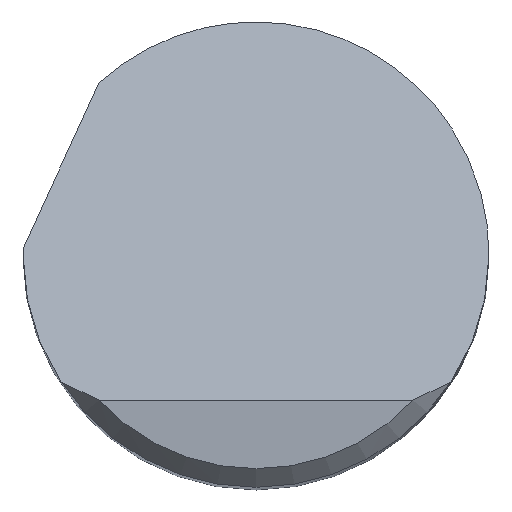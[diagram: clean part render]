
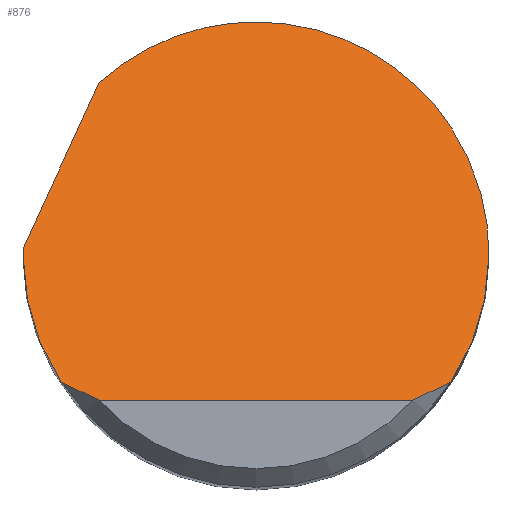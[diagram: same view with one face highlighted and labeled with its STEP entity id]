
A CAD part, top view. The second image highlights one B-rep face of the part: STEP entity #876.
In plain terms, the highlighted planar face has unit normal (0, 0.707, 0.707).
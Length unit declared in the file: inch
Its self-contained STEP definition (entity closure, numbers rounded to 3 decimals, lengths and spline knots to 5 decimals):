
#8 = LINE ( 'NONE', #421, #551 ) ;
#10 = ORIENTED_EDGE ( 'NONE', *, *, #476, .F. ) ;
#12 = ORIENTED_EDGE ( 'NONE', *, *, #200, .F. ) ;
#19 = CARTESIAN_POINT ( 'NONE',  ( 0.014, 0.26635, 2.61615 ) ) ;
#50 = CARTESIAN_POINT ( 'NONE',  ( -0.18743, 0.005, 2.8775 ) ) ;
#60 = ORIENTED_EDGE ( 'NONE', *, *, #691, .F. ) ;
#67 = CARTESIAN_POINT ( 'NONE',  ( 0.157, -0.1025, 2.985 ) ) ;
#69 = FACE_OUTER_BOUND ( 'NONE', #688, .T. ) ;
#77 = DIRECTION ( 'NONE',  ( 0., 0.707, -0.707 ) ) ;
#108 = VERTEX_POINT ( 'NONE', #849 ) ;
#123 = CARTESIAN_POINT ( 'NONE',  ( -0.157, -0.1025, 2.985 ) ) ;
#151 = ORIENTED_EDGE ( 'NONE', *, *, #666, .F. ) ;
#164 = ORIENTED_EDGE ( 'NONE', *, *, #246, .T. ) ;
#165 = CARTESIAN_POINT ( 'NONE',  ( 0.1875, 0.18969, 2.69281 ) ) ;
#200 = EDGE_CURVE ( 'NONE', #838, #555, #322, .T. ) ;
#201 = CARTESIAN_POINT ( 'NONE',  ( -0.1875, 0.00167, 2.88083 ) ) ;
#203 = CARTESIAN_POINT ( 'NONE',  ( -0.12625, 0.13863, 2.74387 ) ) ;
#226 = CARTESIAN_POINT ( 'NONE',  ( -0.1875, 0., 2.8825 ) ) ;
#246 = EDGE_CURVE ( 'NONE', #676, #287, #401, .T. ) ;
#266 = CARTESIAN_POINT ( 'NONE',  ( 0.14711, -0.10785, 2.99035 ) ) ;
#273 = CARTESIAN_POINT ( 'NONE',  ( -0.12629, -0.1175, 3. ) ) ;
#287 = VERTEX_POINT ( 'NONE', #493 ) ;
#293 = ORIENTED_EDGE ( 'NONE', *, *, #538, .F. ) ;
#322 =( BOUNDED_CURVE ( )  B_SPLINE_CURVE ( 3, ( #549, #201, #672, #478 ),
 .UNSPECIFIED., .F., .F. ) 
 B_SPLINE_CURVE_WITH_KNOTS ( ( 4, 4 ),
 ( 4.71239, 4.73906 ),
 .UNSPECIFIED. ) 
 CURVE ( )  GEOMETRIC_REPRESENTATION_ITEM ( )  RATIONAL_B_SPLINE_CURVE ( ( 1., 1., 1., 1. ) ) 
 REPRESENTATION_ITEM ( '' )  );
#337 = CARTESIAN_POINT ( 'NONE',  ( -0.1875, -0.1175, 3. ) ) ;
#345 = CARTESIAN_POINT ( 'NONE',  ( -0.12629, -0.1175, 3. ) ) ;
#397 =( BOUNDED_CURVE ( )  B_SPLINE_CURVE ( 3, ( #459, #733, #567, #226 ),
 .UNSPECIFIED., .F., .F. ) 
 B_SPLINE_CURVE_WITH_KNOTS ( ( 4, 4 ),
 ( 4.13401, 4.71239 ),
 .UNSPECIFIED. ) 
 CURVE ( )  GEOMETRIC_REPRESENTATION_ITEM ( )  RATIONAL_B_SPLINE_CURVE ( ( 1., 0.972, 0.972, 1. ) ) 
 REPRESENTATION_ITEM ( '' )  );
#401 = LINE ( 'NONE', #874, #729 ) ;
#408 = B_SPLINE_CURVE_WITH_KNOTS ( 'NONE', 3,
 ( #611, #887, #266, #67 ),
 .UNSPECIFIED., .F., .F.,
 ( 4, 4 ),
 ( 0., 0.00095 ),
 .UNSPECIFIED. ) ;
#409 = CARTESIAN_POINT ( 'NONE',  ( 0.157, -0.1025, 2.985 ) ) ;
#419 = CARTESIAN_POINT ( 'NONE',  ( -0.1875, 0., 2.8825 ) ) ;
#421 = CARTESIAN_POINT ( 'NONE',  ( -0.23821, -0.10589, 2.98839 ) ) ;
#437 = ORIENTED_EDGE ( 'NONE', *, *, #629, .T. ) ;
#443 = CARTESIAN_POINT ( 'NONE',  ( -0.12625, 0.13863, 2.74387 ) ) ;
#459 = CARTESIAN_POINT ( 'NONE',  ( -0.157, -0.1025, 2.985 ) ) ;
#463 = B_SPLINE_CURVE_WITH_KNOTS ( 'NONE', 3,
 ( #123, #674, #878, #345 ),
 .UNSPECIFIED., .F., .F.,
 ( 4, 4 ),
 ( 0., 0.00095 ),
 .UNSPECIFIED. ) ;
#476 = EDGE_CURVE ( 'NONE', #639, #108, #650, .T. ) ;
#478 = CARTESIAN_POINT ( 'NONE',  ( -0.18743, 0.005, 2.8775 ) ) ;
#489 = DIRECTION ( 'NONE',  ( 0.308, 0.673, -0.673 ) ) ;
#493 = CARTESIAN_POINT ( 'NONE',  ( 0.12629, -0.1175, 3. ) ) ;
#510 = VERTEX_POINT ( 'NONE', #658 ) ;
#529 =( BOUNDED_CURVE ( )  B_SPLINE_CURVE ( 3, ( #824, #816, #835, #409 ),
 .UNSPECIFIED., .F., .F. ) 
 B_SPLINE_CURVE_WITH_KNOTS ( ( 4, 4 ),
 ( 1.5708, 2.14917 ),
 .UNSPECIFIED. ) 
 CURVE ( )  GEOMETRIC_REPRESENTATION_ITEM ( )  RATIONAL_B_SPLINE_CURVE ( ( 1., 0.972, 0.972, 1. ) ) 
 REPRESENTATION_ITEM ( '' )  );
#538 = EDGE_CURVE ( 'NONE', #510, #838, #397, .T. ) ;
#549 = CARTESIAN_POINT ( 'NONE',  ( -0.1875, 0., 2.8825 ) ) ;
#551 = VECTOR ( 'NONE', #489, 39.37008 ) ;
#555 = VERTEX_POINT ( 'NONE', #50 ) ;
#567 = CARTESIAN_POINT ( 'NONE',  ( -0.1875, -0.03666, 2.91916 ) ) ;
#611 = CARTESIAN_POINT ( 'NONE',  ( 0.12629, -0.1175, 3. ) ) ;
#629 = EDGE_CURVE ( 'NONE', #510, #676, #463, .T. ) ;
#639 = VERTEX_POINT ( 'NONE', #203 ) ;
#650 =( BOUNDED_CURVE ( )  B_SPLINE_CURVE ( 3, ( #443, #19, #165, #865 ),
 .UNSPECIFIED., .F., .F. ) 
 B_SPLINE_CURVE_WITH_KNOTS ( ( 4, 4 ),
 ( 5.54449, 7.85398 ),
 .UNSPECIFIED. ) 
 CURVE ( )  GEOMETRIC_REPRESENTATION_ITEM ( )  RATIONAL_B_SPLINE_CURVE ( ( 1., 0.603, 0.603, 1. ) ) 
 REPRESENTATION_ITEM ( '' )  );
#658 = CARTESIAN_POINT ( 'NONE',  ( -0.157, -0.1025, 2.985 ) ) ;
#666 = EDGE_CURVE ( 'NONE', #555, #639, #8, .T. ) ;
#672 = CARTESIAN_POINT ( 'NONE',  ( -0.18748, 0.00333, 2.87917 ) ) ;
#674 = CARTESIAN_POINT ( 'NONE',  ( -0.14711, -0.10785, 2.99035 ) ) ;
#676 = VERTEX_POINT ( 'NONE', #273 ) ;
#678 = DIRECTION ( 'NONE',  ( 1., 0., 0. ) ) ;
#688 = EDGE_LOOP ( 'NONE', ( #164, #863, #60, #10, #151, #12, #293, #437 ) ) ;
#691 = EDGE_CURVE ( 'NONE', #108, #898, #529, .T. ) ;
#700 = PLANE ( 'NONE',  #758 ) ;
#727 = EDGE_CURVE ( 'NONE', #287, #898, #408, .T. ) ;
#729 = VECTOR ( 'NONE', #678, 39.37008 ) ;
#733 = CARTESIAN_POINT ( 'NONE',  ( -0.17704, -0.0718, 2.9543 ) ) ;
#758 = AXIS2_PLACEMENT_3D ( 'NONE', #337, #833, #77 ) ;
#816 = CARTESIAN_POINT ( 'NONE',  ( 0.1875, -0.03666, 2.91916 ) ) ;
#822 = CARTESIAN_POINT ( 'NONE',  ( 0.157, -0.1025, 2.985 ) ) ;
#824 = CARTESIAN_POINT ( 'NONE',  ( 0.1875, 0., 2.8825 ) ) ;
#833 = DIRECTION ( 'NONE',  ( 0., -0.707, -0.707 ) ) ;
#835 = CARTESIAN_POINT ( 'NONE',  ( 0.17704, -0.0718, 2.9543 ) ) ;
#838 = VERTEX_POINT ( 'NONE', #419 ) ;
#849 = CARTESIAN_POINT ( 'NONE',  ( 0.1875, 0., 2.8825 ) ) ;
#863 = ORIENTED_EDGE ( 'NONE', *, *, #727, .T. ) ;
#865 = CARTESIAN_POINT ( 'NONE',  ( 0.1875, 0., 2.8825 ) ) ;
#874 = CARTESIAN_POINT ( 'NONE',  ( 0., -0.1175, 3. ) ) ;
#876 = ADVANCED_FACE ( 'NONE', ( #69 ), #700, .F. ) ;
#878 = CARTESIAN_POINT ( 'NONE',  ( -0.1369, -0.11288, 2.99538 ) ) ;
#887 = CARTESIAN_POINT ( 'NONE',  ( 0.1369, -0.11288, 2.99538 ) ) ;
#898 = VERTEX_POINT ( 'NONE', #822 ) ;
